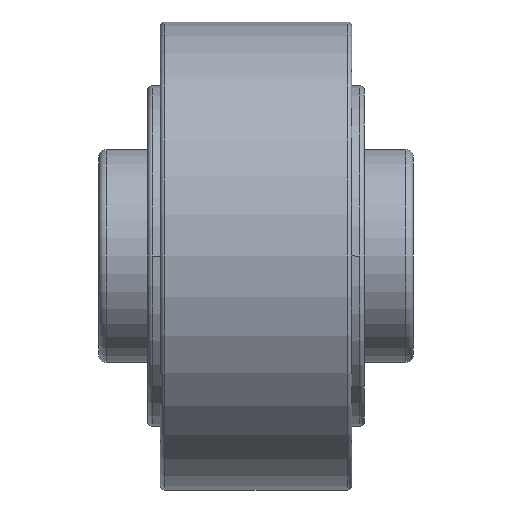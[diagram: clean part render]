
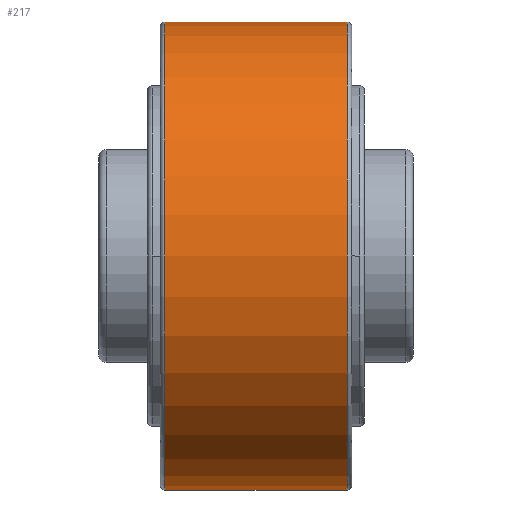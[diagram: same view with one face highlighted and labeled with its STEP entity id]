
A CAD part, front view. The second image highlights one B-rep face of the part: STEP entity #217.
In plain terms, the highlighted cylindrical face has radius 55 mm (diameter 110 mm), a partial arc.
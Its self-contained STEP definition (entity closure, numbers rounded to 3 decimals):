
#217=ADVANCED_FACE('',(#577),#578,.T.);
#577=FACE_OUTER_BOUND('',#973,.T.);
#578=CYLINDRICAL_SURFACE('',#974,55.0);
#973=EDGE_LOOP('',(#2223,#2224,#2225,#2226,#2227,#2228));
#974=AXIS2_PLACEMENT_3D('',#2229,#2230,#2231);
#2223=ORIENTED_EDGE('',*,*,#2353,.T.);
#2224=ORIENTED_EDGE('',*,*,#2711,.F.);
#2225=ORIENTED_EDGE('',*,*,#2710,.F.);
#2226=ORIENTED_EDGE('',*,*,#2355,.T.);
#2227=ORIENTED_EDGE('',*,*,#2707,.T.);
#2228=ORIENTED_EDGE('',*,*,#2706,.T.);
#2229=CARTESIAN_POINT('',(0.0,0.0,0.0));
#2230=DIRECTION('',(1.0,0.0,0.0));
#2231=DIRECTION('',(0.0,0.0,-1.0));
#2353=EDGE_CURVE('',#2894,#2895,#2896,.T.);
#2355=EDGE_CURVE('',#2899,#2897,#2900,.T.);
#2706=EDGE_CURVE('',#3461,#2894,#3462,.T.);
#2707=EDGE_CURVE('',#2897,#3461,#3463,.T.);
#2710=EDGE_CURVE('',#2899,#3467,#3468,.T.);
#2711=EDGE_CURVE('',#3467,#2895,#3469,.T.);
#2894=VERTEX_POINT('',#3541);
#2895=VERTEX_POINT('',#3542);
#2896=LINE('',#3543,#3544);
#2897=VERTEX_POINT('',#3545);
#2899=VERTEX_POINT('',#3547);
#2900=LINE('',#3548,#3549);
#3461=VERTEX_POINT('',#4287);
#3462=CIRCLE('',#4288,55.0);
#3463=CIRCLE('',#4289,55.0);
#3467=VERTEX_POINT('',#4293);
#3468=CIRCLE('',#4294,55.0);
#3469=CIRCLE('',#4295,55.0);
#3541=CARTESIAN_POINT('',(-21.4,0.,-55.0));
#3542=CARTESIAN_POINT('',(21.4,0.,-55.0));
#3543=CARTESIAN_POINT('',(0.0,0.,-55.0));
#3544=VECTOR('',#4411,1.0);
#3545=CARTESIAN_POINT('',(-21.4,0.,55.0));
#3547=CARTESIAN_POINT('',(21.4,0.,55.0));
#3548=CARTESIAN_POINT('',(0.0,0.,55.0));
#3549=VECTOR('',#4415,1.0);
#4287=CARTESIAN_POINT('',(-21.4,-55.0,0.));
#4288=AXIS2_PLACEMENT_3D('',#5172,#5173,#5174);
#4289=AXIS2_PLACEMENT_3D('',#5175,#5176,#5177);
#4293=CARTESIAN_POINT('',(21.4,-55.0,0.0));
#4294=AXIS2_PLACEMENT_3D('',#5184,#5185,#5186);
#4295=AXIS2_PLACEMENT_3D('',#5187,#5188,#5189);
#4411=DIRECTION('',(1.0,0.0,0.0));
#4415=DIRECTION('',(-1.0,-0.0,-0.0));
#5172=CARTESIAN_POINT('',(-21.4,0.,0.));
#5173=DIRECTION('',(1.0,0.0,0.0));
#5174=DIRECTION('',(0.0,0.0,-1.0));
#5175=CARTESIAN_POINT('',(-21.4,0.,0.));
#5176=DIRECTION('',(1.0,0.0,0.0));
#5177=DIRECTION('',(0.0,0.0,-1.0));
#5184=CARTESIAN_POINT('',(21.4,0.,0.0));
#5185=DIRECTION('',(1.0,0.0,0.0));
#5186=DIRECTION('',(0.0,0.0,-1.0));
#5187=CARTESIAN_POINT('',(21.4,0.,0.0));
#5188=DIRECTION('',(1.0,0.0,0.0));
#5189=DIRECTION('',(0.0,0.0,-1.0));
